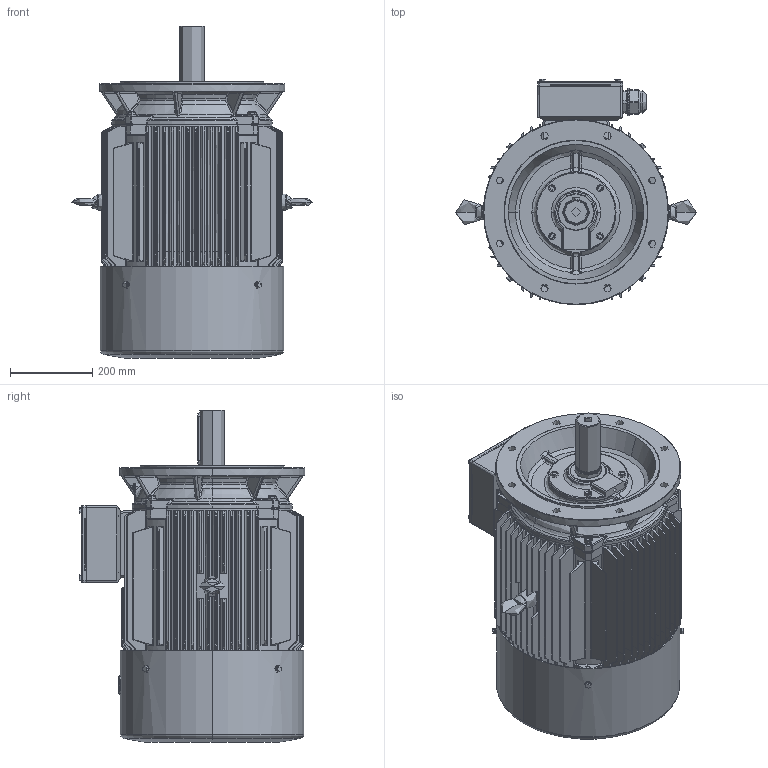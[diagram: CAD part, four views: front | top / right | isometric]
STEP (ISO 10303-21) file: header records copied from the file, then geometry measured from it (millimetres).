
FILE_DESCRIPTION(/* description */ (''),/* implementation_level */ '2;1');
FILE_NAME(/* name */ 'JM1-225S-4.8-B5.stp',/* time_stamp */ '2018-12-30T18:50:35+08:00',/* author */ (''),/* organization */ (''),/* preprocessor_version */ 'ST-DEVELOPER v16.7',/* originating_system */ 'SIEMENS PLM Software NX 12.0',/* authorisation */ '');
FILE_SCHEMA (('AP203_CONFIGURATION_CONTROLLED_3D_DESIGN_OF_MECHANICAL_PARTS_AND_ASSEMBLIES_MIM_LF { 1 0 10303 403 2 1 2}'));
Products named in the file (1): JM1-225S-4.8-B5
Bounding box: 586.4 x 547.8 x 807.07 mm (x, y, z)
Volume: 21249676.8 mm3; surface area: 5200816.1 mm2
Topology: 62 solids, 62 shells, 8220 faces, 22811 edges, 14874 vertices
Faces by surface type: plane 3383, cylinder 3314, bspline 807, torus 409, cone 301, sphere 6
Full cylindrical faces by diameter (mm): 2 x2, 7.188 x4, 8 x8, 8.4 x4, 9.026 x8, 10 x10, 10.863 x8, 11.2 x8, 12 x8, 12.6 x8, 16 x4, 20 x1, 34.375 x2, 40.625 x4, 48.438 x12, 50 x4, 51.562 x12, 53.906 x2, 57 x1, 58 x1, 66.406 x2, 368 x1, 378 x1
Entity records: 307740 total; most frequent: CARTESIAN_POINT 98319, ORIENTED_EDGE 44874, DIRECTION 41950, EDGE_CURVE 22437, AXIS2_PLACEMENT_3D 15071, VERTEX_POINT 14753, LINE 11808, VECTOR 11808
